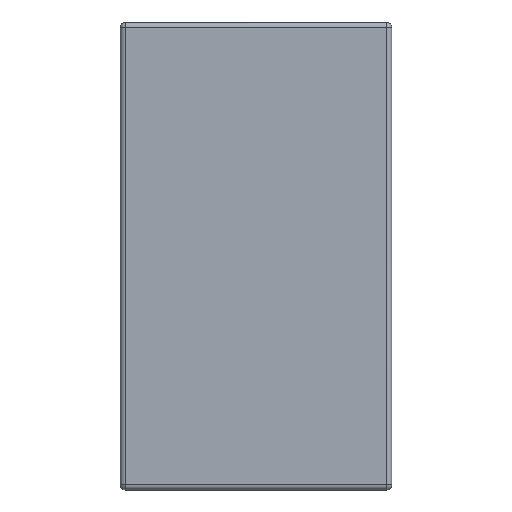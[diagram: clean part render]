
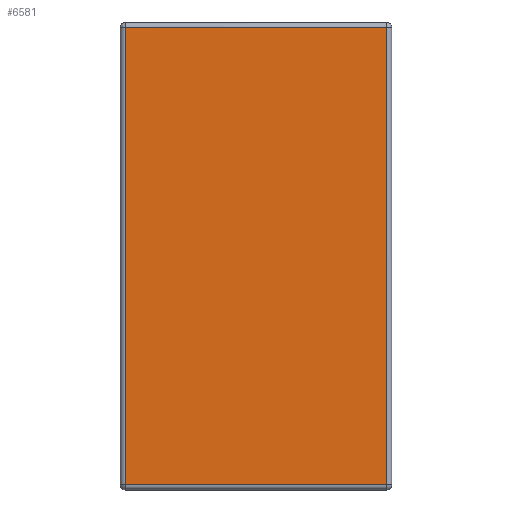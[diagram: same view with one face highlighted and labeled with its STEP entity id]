
A CAD part, left-side view. The second image highlights one B-rep face of the part: STEP entity #6581.
In plain terms, the highlighted free-form (B-spline) face has degree [1, 1] with [2, 2] control points.
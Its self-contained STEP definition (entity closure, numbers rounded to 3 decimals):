
#5495 = VERTEX_POINT('',#5496);
#5496 = CARTESIAN_POINT('',(-47.006,-13.888,
    -52.081));
#5687 = VERTEX_POINT('',#5688);
#5688 = CARTESIAN_POINT('',(-47.006,-13.888,
    -3.472));
#6192 = EDGE_CURVE('',#6193,#5495,#6195,.T.);
#6193 = VERTEX_POINT('',#6194);
#6194 = CARTESIAN_POINT('',(-47.006,13.888,
    -52.081));
#6195 = B_SPLINE_CURVE_WITH_KNOTS('',1,(#6196,#6197),.UNSPECIFIED.,.F.,
  .F.,(2,2),(0.5,26.5),.PIECEWISE_BEZIER_KNOTS.);
#6196 = CARTESIAN_POINT('',(-47.006,13.888,
    -52.081));
#6197 = CARTESIAN_POINT('',(-47.006,-13.888,
    -52.081));
#6215 = EDGE_CURVE('',#5495,#5687,#6216,.T.);
#6216 = B_SPLINE_CURVE_WITH_KNOTS('',1,(#6217,#6218),.UNSPECIFIED.,.F.,
  .F.,(2,2),(0.5,46.),.PIECEWISE_BEZIER_KNOTS.);
#6217 = CARTESIAN_POINT('',(-47.006,-13.888,
    -52.081));
#6218 = CARTESIAN_POINT('',(-47.006,-13.888,
    -3.472));
#6466 = VERTEX_POINT('',#6467);
#6467 = CARTESIAN_POINT('',(-47.006,13.888,
    -3.472));
#6473 = EDGE_CURVE('',#5687,#6466,#6474,.T.);
#6474 = B_SPLINE_CURVE_WITH_KNOTS('',1,(#6475,#6476),.UNSPECIFIED.,.F.,
  .F.,(2,2),(0.5,26.5),.PIECEWISE_BEZIER_KNOTS.);
#6475 = CARTESIAN_POINT('',(-47.006,-13.888,
    -3.472));
#6476 = CARTESIAN_POINT('',(-47.006,13.888,
    -3.472));
#6581 = ADVANCED_FACE('',(#6582),#6592,.T.);
#6582 = FACE_BOUND('',#6583,.T.);
#6583 = EDGE_LOOP('',(#6584,#6585,#6586,#6591));
#6584 = ORIENTED_EDGE('',*,*,#6215,.T.);
#6585 = ORIENTED_EDGE('',*,*,#6473,.T.);
#6586 = ORIENTED_EDGE('',*,*,#6587,.T.);
#6587 = EDGE_CURVE('',#6466,#6193,#6588,.T.);
#6588 = B_SPLINE_CURVE_WITH_KNOTS('',1,(#6589,#6590),.UNSPECIFIED.,.F.,
  .F.,(2,2),(0.5,46.),.PIECEWISE_BEZIER_KNOTS.);
#6589 = CARTESIAN_POINT('',(-47.006,13.888,
    -3.472));
#6590 = CARTESIAN_POINT('',(-47.006,13.888,
    -52.081));
#6591 = ORIENTED_EDGE('',*,*,#6192,.T.);
#6592 = B_SPLINE_SURFACE_WITH_KNOTS('',1,1,(
    (#6593,#6594)
    ,(#6595,#6596
    )),.UNSPECIFIED.,.F.,.F.,.F.,(2,2),(2,2),(-22.75,
    22.75),(-13.,13.),
  .PIECEWISE_BEZIER_KNOTS.);
#6593 = CARTESIAN_POINT('',(-47.006,-13.888,
    -52.081));
#6594 = CARTESIAN_POINT('',(-47.006,13.888,
    -52.081));
#6595 = CARTESIAN_POINT('',(-47.006,-13.888,
    -3.472));
#6596 = CARTESIAN_POINT('',(-47.006,13.888,
    -3.472));
